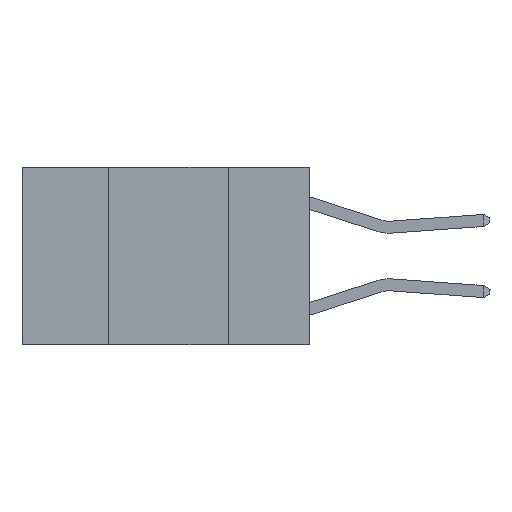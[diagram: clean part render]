
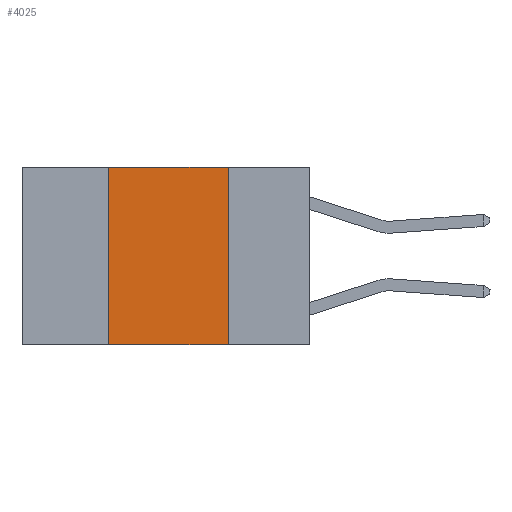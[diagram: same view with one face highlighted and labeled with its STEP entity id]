
A CAD part, left-side view. The second image highlights one B-rep face of the part: STEP entity #4025.
In plain terms, the highlighted planar face has unit normal (-1, 0, 0).
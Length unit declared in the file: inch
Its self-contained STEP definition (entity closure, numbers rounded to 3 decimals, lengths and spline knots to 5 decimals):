
#1651 = CARTESIAN_POINT ( 'NONE',  ( 0., 0.42, 0. ) ) ;
#1700 = EDGE_CURVE ( 'NONE', #9039, #7391, #12966, .T. ) ;
#1717 = VERTEX_POINT ( 'NONE', #14460 ) ;
#1831 = CARTESIAN_POINT ( 'NONE',  ( 0., 0.6, -0.37 ) ) ;
#2524 = EDGE_CURVE ( 'NONE', #15637, #7391, #16758, .T. ) ;
#2549 = DIRECTION ( 'NONE',  ( 0., 0., -1. ) ) ;
#2639 = DIRECTION ( 'NONE',  ( 1., 0., 0. ) ) ;
#3509 = VECTOR ( 'NONE', #15499, 39.37008 ) ;
#3917 = ORIENTED_EDGE ( 'NONE', *, *, #1700, .T. ) ;
#3950 = EDGE_LOOP ( 'NONE', ( #10476, #5795, #12066, #3917 ) ) ;
#3969 = CARTESIAN_POINT ( 'NONE',  ( 0., 0.17, 0. ) ) ;
#3995 = VECTOR ( 'NONE', #5216, 39.37008 ) ;
#4025 = ADVANCED_FACE ( 'NONE', ( #16652 ), #8254, .F. ) ;
#5154 = CARTESIAN_POINT ( 'NONE',  ( 0., 0.42, -0.37 ) ) ;
#5216 = DIRECTION ( 'NONE',  ( 0., -1., 0. ) ) ;
#5795 = ORIENTED_EDGE ( 'NONE', *, *, #13003, .F. ) ;
#6948 = CARTESIAN_POINT ( 'NONE',  ( 0., 0.17, -0.37 ) ) ;
#7058 = VECTOR ( 'NONE', #2549, 39.37008 ) ;
#7149 = AXIS2_PLACEMENT_3D ( 'NONE', #11231, #2639, #13948 ) ;
#7189 = LINE ( 'NONE', #1651, #3509 ) ;
#7391 = VERTEX_POINT ( 'NONE', #6948 ) ;
#8216 = LINE ( 'NONE', #16616, #3995 ) ;
#8254 = PLANE ( 'NONE',  #7149 ) ;
#9039 = VERTEX_POINT ( 'NONE', #5154 ) ;
#10476 = ORIENTED_EDGE ( 'NONE', *, *, #2524, .F. ) ;
#11231 = CARTESIAN_POINT ( 'NONE',  ( 0., 0.6, 0. ) ) ;
#12066 = ORIENTED_EDGE ( 'NONE', *, *, #13255, .F. ) ;
#12966 = LINE ( 'NONE', #1831, #17765 ) ;
#13003 = EDGE_CURVE ( 'NONE', #1717, #15637, #8216, .T. ) ;
#13255 = EDGE_CURVE ( 'NONE', #9039, #1717, #7189, .T. ) ;
#13948 = DIRECTION ( 'NONE',  ( 0., 0., -1. ) ) ;
#14460 = CARTESIAN_POINT ( 'NONE',  ( 0., 0.42, 0. ) ) ;
#14642 = DIRECTION ( 'NONE',  ( 0., -1., 0. ) ) ;
#15499 = DIRECTION ( 'NONE',  ( 0., 0., 1. ) ) ;
#15637 = VERTEX_POINT ( 'NONE', #16010 ) ;
#16010 = CARTESIAN_POINT ( 'NONE',  ( 0., 0.17, 0. ) ) ;
#16616 = CARTESIAN_POINT ( 'NONE',  ( 0., 0.6, 0. ) ) ;
#16652 = FACE_OUTER_BOUND ( 'NONE', #3950, .T. ) ;
#16758 = LINE ( 'NONE', #3969, #7058 ) ;
#17765 = VECTOR ( 'NONE', #14642, 39.37008 ) ;
